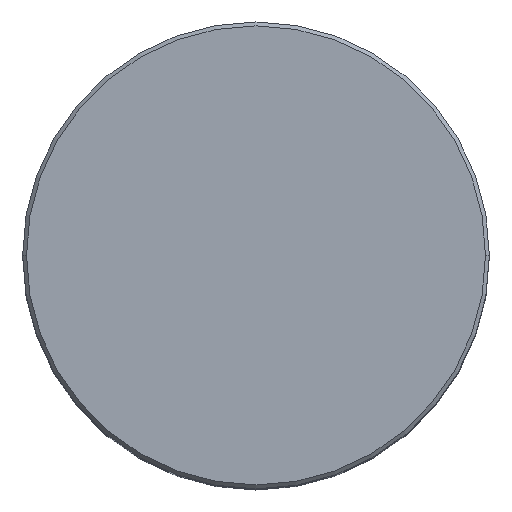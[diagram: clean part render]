
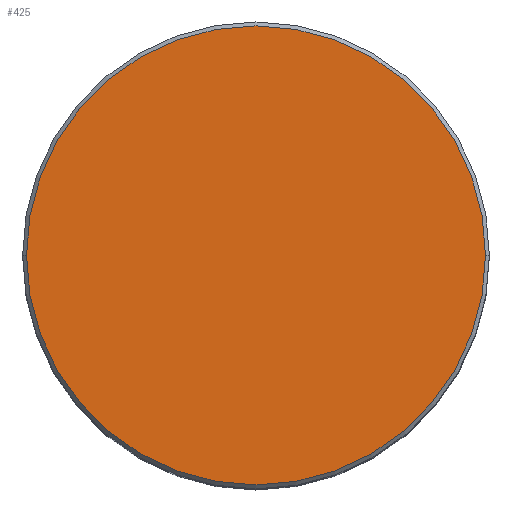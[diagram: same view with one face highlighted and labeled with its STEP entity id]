
A CAD part, top view. The second image highlights one B-rep face of the part: STEP entity #425.
In plain terms, the highlighted planar face has unit normal (0, 0, 1).
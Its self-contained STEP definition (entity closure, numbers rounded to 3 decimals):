
#128 = ORIENTED_EDGE ( 'NONE', *, *, #847, .T. ) ;
#200 = DIRECTION ( 'NONE',  ( 0., 0., 1. ) ) ;
#205 = CARTESIAN_POINT ( 'NONE',  ( 0., 0., 0. ) ) ;
#234 = FACE_OUTER_BOUND ( 'NONE', #752, .T. ) ;
#239 = DIRECTION ( 'NONE',  ( 1., 0., 0. ) ) ;
#278 = VERTEX_POINT ( 'NONE', #754 ) ;
#282 = AXIS2_PLACEMENT_3D ( 'NONE', #624, #318, #239 ) ;
#287 = VERTEX_POINT ( 'NONE', #837 ) ;
#294 = DIRECTION ( 'NONE',  ( 0., 0., 1. ) ) ;
#318 = DIRECTION ( 'NONE',  ( 0., 0., 1. ) ) ;
#425 = ADVANCED_FACE ( 'NONE', ( #234 ), #779, .T. ) ;
#456 = DIRECTION ( 'NONE',  ( 1., 0., 0. ) ) ;
#486 = CIRCLE ( 'NONE', #597, 5.9 ) ;
#597 = AXIS2_PLACEMENT_3D ( 'NONE', #764, #200, #920 ) ;
#624 = CARTESIAN_POINT ( 'NONE',  ( 0., 0., 0. ) ) ;
#752 = EDGE_LOOP ( 'NONE', ( #128, #914 ) ) ;
#754 = CARTESIAN_POINT ( 'NONE',  ( 5.9, 0., 0. ) ) ;
#764 = CARTESIAN_POINT ( 'NONE',  ( 0., 0., 0. ) ) ;
#779 = PLANE ( 'NONE',  #282 ) ;
#822 = EDGE_CURVE ( 'NONE', #278, #287, #887, .T. ) ;
#837 = CARTESIAN_POINT ( 'NONE',  ( -5.9, 0., 0. ) ) ;
#847 = EDGE_CURVE ( 'NONE', #287, #278, #486, .T. ) ;
#887 = CIRCLE ( 'NONE', #1016, 5.9 ) ;
#914 = ORIENTED_EDGE ( 'NONE', *, *, #822, .T. ) ;
#920 = DIRECTION ( 'NONE',  ( 1., 0., 0. ) ) ;
#1016 = AXIS2_PLACEMENT_3D ( 'NONE', #205, #294, #456 ) ;
